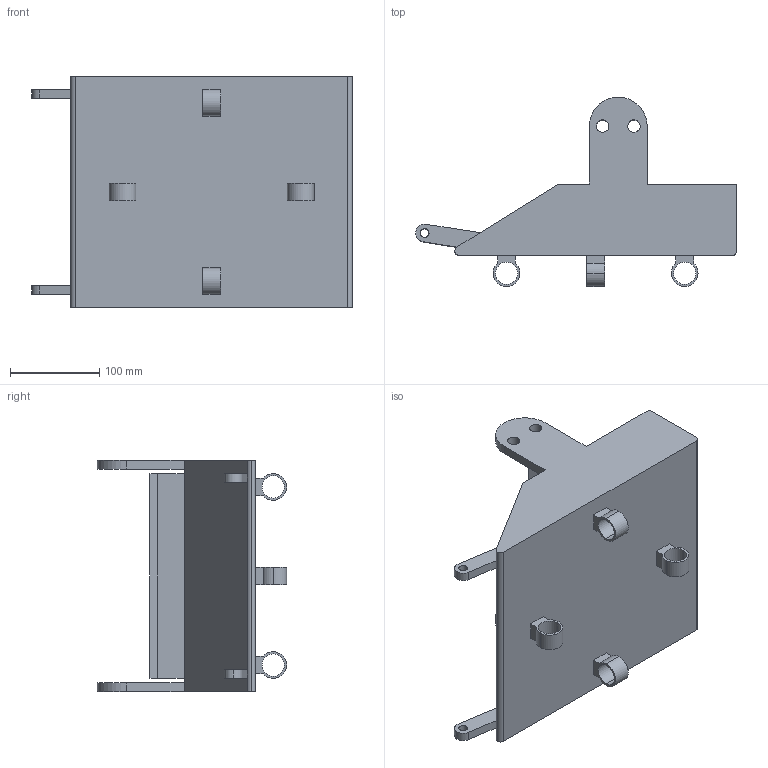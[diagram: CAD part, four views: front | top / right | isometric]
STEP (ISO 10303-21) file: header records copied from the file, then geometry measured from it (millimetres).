
FILE_DESCRIPTION (( 'STEP AP203' ), '1' );
FILE_NAME ('body_Default_sldprt.STEP', '2021-03-20T16:42:31', ( '' ), ( '' ), 'SwSTEP 2.0', 'SolidWorks 2016', '' );
FILE_SCHEMA (( 'CONFIG_CONTROL_DESIGN' ));
Length unit declared in the file: millimetre
Products named in the file (1): body_Default_sldprt
Bounding box: 360 x 212.5 x 260 mm (x, y, z)
Volume: 1574178 mm3; surface area: 525719.8 mm2
Topology: 2 solids, 2 shells, 102 faces, 272 edges, 180 vertices
Faces by surface type: plane 60, cylinder 42
Entity records: 3303 total; most frequent: DIRECTION 562, CARTESIAN_POINT 555, ORIENTED_EDGE 544, EDGE_CURVE 272, VECTOR 188, LINE 188, AXIS2_PLACEMENT_3D 187, VERTEX_POINT 180
